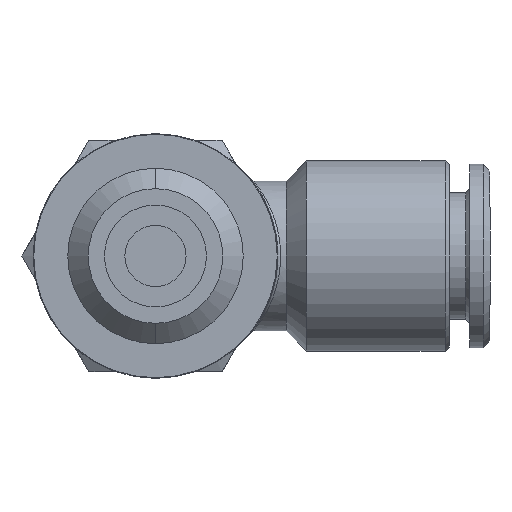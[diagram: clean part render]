
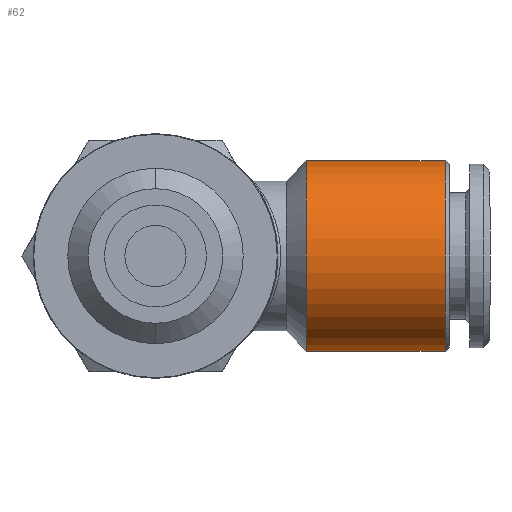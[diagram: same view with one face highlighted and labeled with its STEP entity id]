
A CAD part, front view. The second image highlights one B-rep face of the part: STEP entity #62.
In plain terms, the highlighted cylindrical face has radius 7 mm (diameter 14 mm), a partial arc.
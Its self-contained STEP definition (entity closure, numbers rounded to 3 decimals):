
#62 = ADVANCED_FACE ( 'NONE', ( #1245 ), #1240, .T. ) ;
#64 = EDGE_CURVE ( 'NONE', #871, #914, #966, .T. ) ;
#65 = ORIENTED_EDGE ( 'NONE', *, *, #770, .T. ) ;
#70 = ORIENTED_EDGE ( 'NONE', *, *, #64, .T. ) ;
#73 = EDGE_CURVE ( 'NONE', #717, #768, #977, .T. ) ;
#90 = ORIENTED_EDGE ( 'NONE', *, *, #73, .F. ) ;
#96 = EDGE_LOOP ( 'NONE', ( #99, #70, #65, #90 ) ) ;
#99 = ORIENTED_EDGE ( 'NONE', *, *, #716, .F. ) ;
#716 = EDGE_CURVE ( 'NONE', #871, #717, #2395, .T. ) ;
#717 = VERTEX_POINT ( 'NONE', #2391 ) ;
#736 = DIRECTION ( 'NONE',  ( 0., 0., 1. ) ) ;
#768 = VERTEX_POINT ( 'NONE', #2573 ) ;
#770 = EDGE_CURVE ( 'NONE', #914, #768, #2572, .T. ) ;
#871 = VERTEX_POINT ( 'NONE', #3313 ) ;
#914 = VERTEX_POINT ( 'NONE', #3338 ) ;
#966 = CIRCLE ( 'NONE', #986, 7. ) ;
#974 = DIRECTION ( 'NONE',  ( 0., 0., 1. ) ) ;
#975 = DIRECTION ( 'NONE',  ( -1., 0., 0. ) ) ;
#976 = AXIS2_PLACEMENT_3D ( 'NONE', #994, #975, #974 ) ;
#977 = CIRCLE ( 'NONE', #976, 7. ) ;
#983 = DIRECTION ( 'NONE',  ( 0., 0., 1. ) ) ;
#984 = DIRECTION ( 'NONE',  ( -1., 0., 0. ) ) ;
#985 = CARTESIAN_POINT ( 'NONE',  ( 21.3, 17.2, 0. ) ) ;
#986 = AXIS2_PLACEMENT_3D ( 'NONE', #985, #984, #983 ) ;
#994 = CARTESIAN_POINT ( 'NONE',  ( 11.1, 17.2, 0. ) ) ;
#1237 = DIRECTION ( 'NONE',  ( -1., 0., 0. ) ) ;
#1238 = AXIS2_PLACEMENT_3D ( 'NONE', #1239, #1237, #736 ) ;
#1239 = CARTESIAN_POINT ( 'NONE',  ( -5.577, 17.2, 0. ) ) ;
#1240 = CYLINDRICAL_SURFACE ( 'NONE', #1238, 7. ) ;
#1245 = FACE_OUTER_BOUND ( 'NONE', #96, .T. ) ;
#2391 = CARTESIAN_POINT ( 'NONE',  ( 11.1, 17.2, -7. ) ) ;
#2392 = DIRECTION ( 'NONE',  ( -1., 0., 0. ) ) ;
#2393 = VECTOR ( 'NONE', #2392, 1000. ) ;
#2394 = CARTESIAN_POINT ( 'NONE',  ( -5.577, 17.2, -7. ) ) ;
#2395 = LINE ( 'NONE', #2394, #2393 ) ;
#2569 = DIRECTION ( 'NONE',  ( -1., 0., 0. ) ) ;
#2570 = VECTOR ( 'NONE', #2569, 1000. ) ;
#2571 = CARTESIAN_POINT ( 'NONE',  ( -5.577, 17.2, 7. ) ) ;
#2572 = LINE ( 'NONE', #2571, #2570 ) ;
#2573 = CARTESIAN_POINT ( 'NONE',  ( 11.1, 17.2, 7. ) ) ;
#3313 = CARTESIAN_POINT ( 'NONE',  ( 21.3, 17.2, -7. ) ) ;
#3338 = CARTESIAN_POINT ( 'NONE',  ( 21.3, 17.2, 7. ) ) ;
